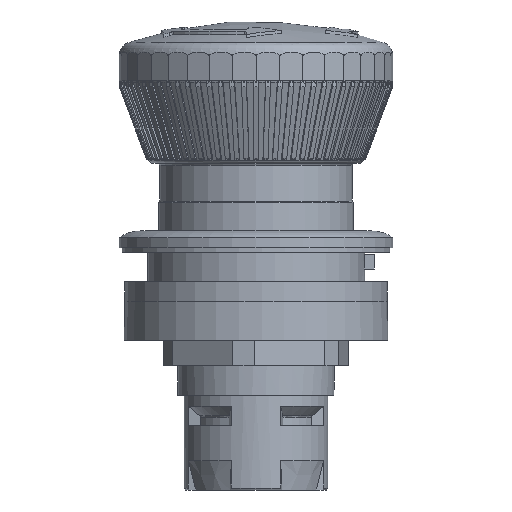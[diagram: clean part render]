
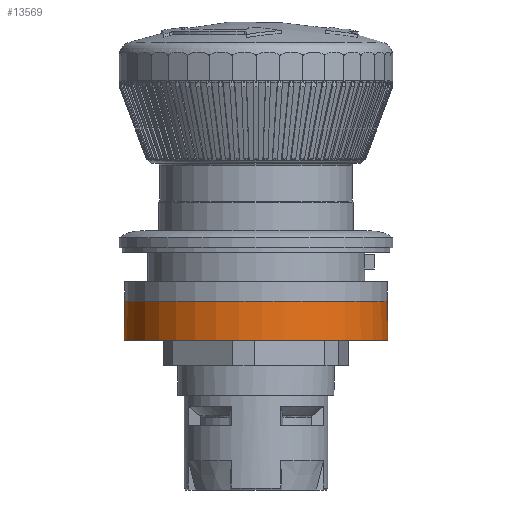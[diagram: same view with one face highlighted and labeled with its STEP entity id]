
A CAD part, front view. The second image highlights one B-rep face of the part: STEP entity #13569.
In plain terms, the highlighted conical face has half-angle 1 degrees and reference radius 13.465 mm.
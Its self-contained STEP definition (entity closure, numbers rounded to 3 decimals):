
#343=CONICAL_SURFACE('',#15003,13.465,1.);
#2468=FACE_BOUND('',#3987,.T.);
#3154=FACE_OUTER_BOUND('',#3986,.T.);
#3986=EDGE_LOOP('',(#11661));
#3987=EDGE_LOOP('',(#11662));
#4797=CIRCLE('',#15002,13.43);
#4798=CIRCLE('',#15004,13.5);
#5927=VERTEX_POINT('',#25554);
#5928=VERTEX_POINT('',#25557);
#7893=EDGE_CURVE('',#5927,#5927,#4797,.T.);
#7894=EDGE_CURVE('',#5928,#5928,#4798,.T.);
#11661=ORIENTED_EDGE('',*,*,#7894,.F.);
#11662=ORIENTED_EDGE('',*,*,#7893,.T.);
#13569=ADVANCED_FACE('',(#3154,#2468),#343,.T.);
#15002=AXIS2_PLACEMENT_3D('',#25555,#18278,#18279);
#15003=AXIS2_PLACEMENT_3D('',#25556,#18280,#18281);
#15004=AXIS2_PLACEMENT_3D('',#25558,#18282,#18283);
#18278=DIRECTION('center_axis',(0.,0.,
-1.));
#18279=DIRECTION('ref_axis',(-0.793,0.609,0.));
#18280=DIRECTION('center_axis',(0.,0.,
-1.));
#18281=DIRECTION('ref_axis',(0.609,0.793,0.));
#18282=DIRECTION('center_axis',(0.,0.,
-1.));
#18283=DIRECTION('ref_axis',(-0.793,0.609,0.));
#25554=CARTESIAN_POINT('',(8.182,10.65,21.015));
#25555=CARTESIAN_POINT('Origin',(0.,0.,
21.015));
#25556=CARTESIAN_POINT('Origin',(0.,0.,
19.015));
#25557=CARTESIAN_POINT('',(8.225,10.705,17.015));
#25558=CARTESIAN_POINT('Origin',(0.,0.,
17.015));
